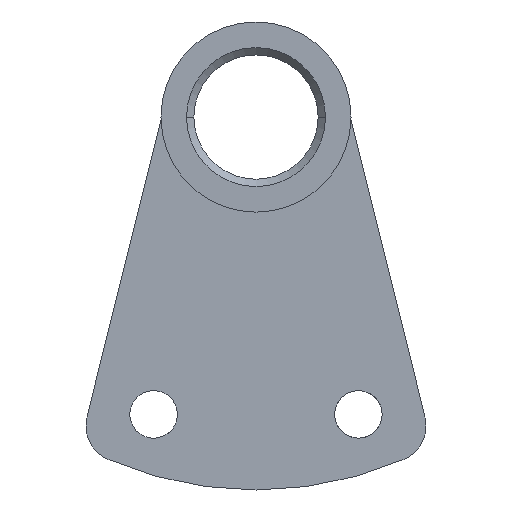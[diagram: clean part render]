
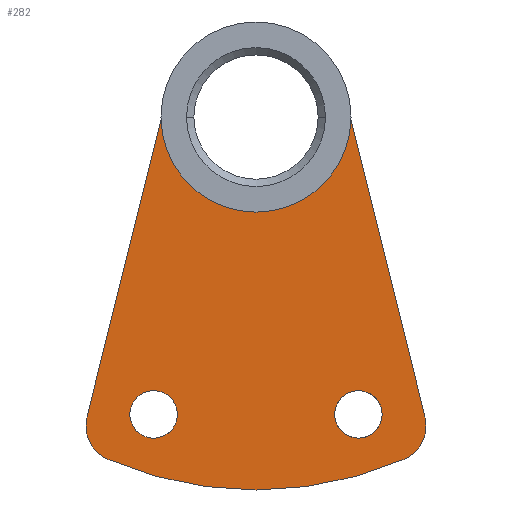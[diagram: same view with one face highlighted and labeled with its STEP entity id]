
A CAD part, front view. The second image highlights one B-rep face of the part: STEP entity #282.
In plain terms, the highlighted planar face has unit normal (0, -1, 0).
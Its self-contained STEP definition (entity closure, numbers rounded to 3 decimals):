
#205=VECTOR('Line Direction',#204,1.) ;
#233=VECTOR('Line Direction',#232,1.) ;
#176=DIRECTION('Axis2P3D Direction',(0.,1.,0.)) ;
#177=DIRECTION('Axis2P3D XDirection',(-1.,0.,0.)) ;
#181=DIRECTION('Axis2P3D Direction',(0.,1.,0.)) ;
#190=DIRECTION('Axis2P3D Direction',(0.,1.,0.)) ;
#197=DIRECTION('Axis2P3D Direction',(0.,1.,0.)) ;
#204=DIRECTION('Vector Direction',(-0.242,0.,-0.97)) ;
#211=DIRECTION('Axis2P3D Direction',(0.,1.,0.)) ;
#218=DIRECTION('Axis2P3D Direction',(0.,1.,0.)) ;
#225=DIRECTION('Axis2P3D Direction',(0.,1.,0.)) ;
#232=DIRECTION('Vector Direction',(0.242,0.,-0.97)) ;
#247=DIRECTION('Axis2P3D Direction',(0.,1.,0.)) ;
#256=DIRECTION('Axis2P3D Direction',(0.,1.,0.)) ;
#265=DIRECTION('Axis2P3D Direction',(0.,1.,0.)) ;
#274=DIRECTION('Axis2P3D Direction',(0.,1.,0.)) ;
#175=CARTESIAN_POINT('Axis2P3D Location',(0.,0.,0.)) ;
#180=CARTESIAN_POINT('Axis2P3D Location',(0.,0.,0.)) ;
#184=CARTESIAN_POINT('Vertex',(12.129,0.,3.024)) ;
#186=CARTESIAN_POINT('Vertex',(12.5,0.,0.)) ;
#189=CARTESIAN_POINT('Axis2P3D Location',(0.,0.,0.)) ;
#193=CARTESIAN_POINT('Vertex',(-12.5,0.,0.)) ;
#196=CARTESIAN_POINT('Axis2P3D Location',(0.,0.,0.)) ;
#200=CARTESIAN_POINT('Vertex',(-12.129,0.,3.024)) ;
#203=CARTESIAN_POINT('Line Origine',(-17.618,0.,-18.994)) ;
#207=CARTESIAN_POINT('Vertex',(-23.108,0.,-41.012)) ;
#210=CARTESIAN_POINT('Axis2P3D Location',(-18.257,0.,-42.222)) ;
#214=CARTESIAN_POINT('Vertex',(-20.241,0.,-46.811)) ;
#217=CARTESIAN_POINT('Axis2P3D Location',(0.,0.,0.)) ;
#221=CARTESIAN_POINT('Vertex',(20.241,0.,-46.811)) ;
#224=CARTESIAN_POINT('Axis2P3D Location',(18.257,0.,-42.222)) ;
#228=CARTESIAN_POINT('Vertex',(23.108,0.,-41.012)) ;
#231=CARTESIAN_POINT('Line Origine',(17.618,0.,-18.994)) ;
#246=CARTESIAN_POINT('Axis2P3D Location',(13.999,0.,-40.657)) ;
#250=CARTESIAN_POINT('Vertex',(10.753,0.,-40.495)) ;
#252=CARTESIAN_POINT('Vertex',(17.245,0.,-40.819)) ;
#255=CARTESIAN_POINT('Axis2P3D Location',(13.999,0.,-40.657)) ;
#264=CARTESIAN_POINT('Axis2P3D Location',(-13.999,0.,-40.657)) ;
#268=CARTESIAN_POINT('Vertex',(-17.239,0.,-40.923)) ;
#270=CARTESIAN_POINT('Vertex',(-10.76,0.,-40.392)) ;
#273=CARTESIAN_POINT('Axis2P3D Location',(-13.999,0.,-40.657)) ;
#178=AXIS2_PLACEMENT_3D('Plane Axis2P3D',#175,#176,#177) ;
#182=AXIS2_PLACEMENT_3D('Circle Axis2P3D',#180,#181,$) ;
#191=AXIS2_PLACEMENT_3D('Circle Axis2P3D',#189,#190,$) ;
#198=AXIS2_PLACEMENT_3D('Circle Axis2P3D',#196,#197,$) ;
#212=AXIS2_PLACEMENT_3D('Circle Axis2P3D',#210,#211,$) ;
#219=AXIS2_PLACEMENT_3D('Circle Axis2P3D',#217,#218,$) ;
#226=AXIS2_PLACEMENT_3D('Circle Axis2P3D',#224,#225,$) ;
#248=AXIS2_PLACEMENT_3D('Circle Axis2P3D',#246,#247,$) ;
#257=AXIS2_PLACEMENT_3D('Circle Axis2P3D',#255,#256,$) ;
#266=AXIS2_PLACEMENT_3D('Circle Axis2P3D',#264,#265,$) ;
#275=AXIS2_PLACEMENT_3D('Circle Axis2P3D',#273,#274,$) ;
#263=FACE_BOUND('',#260,.T.) ;
#281=FACE_BOUND('',#278,.T.) ;
#188=EDGE_CURVE('',#185,#187,#183,.T.) ;
#195=EDGE_CURVE('',#187,#194,#192,.T.) ;
#202=EDGE_CURVE('',#194,#201,#199,.T.) ;
#209=EDGE_CURVE('',#208,#201,#206,.F.) ;
#216=EDGE_CURVE('',#215,#208,#213,.T.) ;
#223=EDGE_CURVE('',#222,#215,#220,.T.) ;
#230=EDGE_CURVE('',#229,#222,#227,.T.) ;
#235=EDGE_CURVE('',#185,#229,#234,.T.) ;
#254=EDGE_CURVE('',#251,#253,#249,.T.) ;
#259=EDGE_CURVE('',#253,#251,#258,.T.) ;
#272=EDGE_CURVE('',#269,#271,#267,.T.) ;
#277=EDGE_CURVE('',#271,#269,#276,.T.) ;
#179=PLANE('',#178) ;
#237=ORIENTED_EDGE('',*,*,#188,.T.) ;
#238=ORIENTED_EDGE('',*,*,#195,.T.) ;
#239=ORIENTED_EDGE('',*,*,#202,.T.) ;
#240=ORIENTED_EDGE('',*,*,#209,.F.) ;
#241=ORIENTED_EDGE('',*,*,#216,.F.) ;
#242=ORIENTED_EDGE('',*,*,#223,.F.) ;
#243=ORIENTED_EDGE('',*,*,#230,.F.) ;
#244=ORIENTED_EDGE('',*,*,#235,.F.) ;
#261=ORIENTED_EDGE('',*,*,#254,.T.) ;
#262=ORIENTED_EDGE('',*,*,#259,.T.) ;
#279=ORIENTED_EDGE('',*,*,#272,.T.) ;
#280=ORIENTED_EDGE('',*,*,#277,.T.) ;
#206=LINE('Line',#203,#205) ;
#234=LINE('Line',#231,#233) ;
#282=ADVANCED_FACE('Corps principal',(#245,#263,#281),#179,.F.) ;
#183=CIRCLE('generated circle',#182,12.5) ;
#192=CIRCLE('generated circle',#191,12.5) ;
#199=CIRCLE('generated circle',#198,12.5) ;
#213=CIRCLE('generated circle',#212,5.) ;
#220=CIRCLE('generated circle',#219,51.) ;
#227=CIRCLE('generated circle',#226,5.) ;
#249=CIRCLE('generated circle',#248,3.25) ;
#258=CIRCLE('generated circle',#257,3.25) ;
#267=CIRCLE('generated circle',#266,3.25) ;
#276=CIRCLE('generated circle',#275,3.25) ;
#185=VERTEX_POINT('',#184) ;
#187=VERTEX_POINT('',#186) ;
#194=VERTEX_POINT('',#193) ;
#201=VERTEX_POINT('',#200) ;
#208=VERTEX_POINT('',#207) ;
#215=VERTEX_POINT('',#214) ;
#222=VERTEX_POINT('',#221) ;
#229=VERTEX_POINT('',#228) ;
#251=VERTEX_POINT('',#250) ;
#253=VERTEX_POINT('',#252) ;
#269=VERTEX_POINT('',#268) ;
#271=VERTEX_POINT('',#270) ;
#236=EDGE_LOOP('',(#237,#238,#239,#240,#241,#242,#243,#244)) ;
#260=EDGE_LOOP('',(#261,#262)) ;
#278=EDGE_LOOP('',(#279,#280)) ;
#245=FACE_OUTER_BOUND('',#236,.T.) ;
